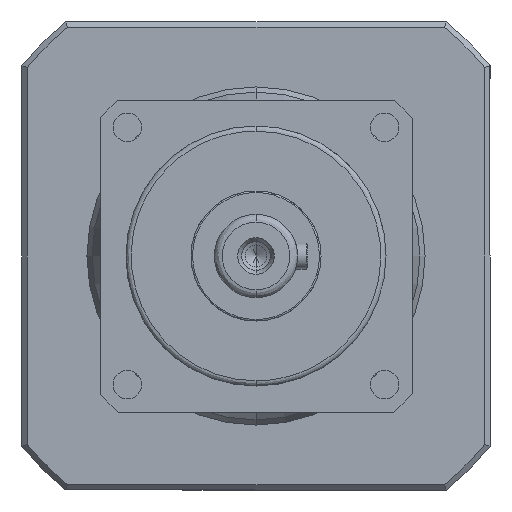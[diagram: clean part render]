
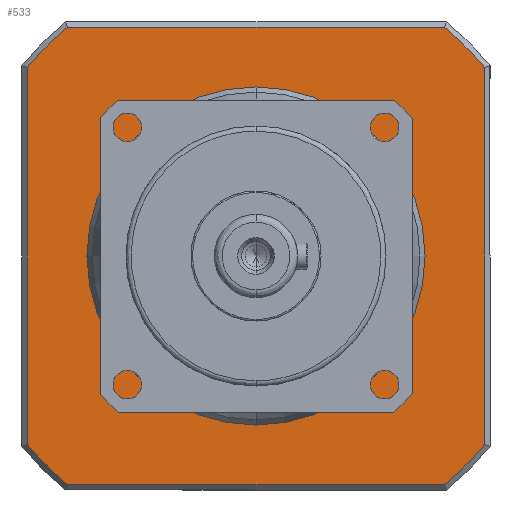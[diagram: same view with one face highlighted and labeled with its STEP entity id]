
A CAD part, left-side view. The second image highlights one B-rep face of the part: STEP entity #533.
In plain terms, the highlighted face is planar.
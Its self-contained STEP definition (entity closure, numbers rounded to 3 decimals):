
#80 = EDGE_LOOP ( 'NONE', ( #2830, #4765, #16390, #11868, #20287, #9760, #4418, #3058 ) ) ;
#439 = DIRECTION ( 'NONE',  ( 0., 0., 1. ) ) ;
#453 = EDGE_CURVE ( 'NONE', #12268, #4761, #4748, .T. ) ;
#533 = ADVANCED_FACE ( 'NONE', ( #16588, #2519 ), #9945, .F. ) ;
#863 = DIRECTION ( 'NONE',  ( 1., 0., 0. ) ) ;
#866 = VERTEX_POINT ( 'NONE', #4125 ) ;
#1027 = CARTESIAN_POINT ( 'NONE',  ( -36.235, -44., 3.5 ) ) ;
#1032 = DIRECTION ( 'NONE',  ( 0., 0., 1. ) ) ;
#1139 = LINE ( 'NONE', #12334, #10623 ) ;
#1533 = EDGE_CURVE ( 'NONE', #9650, #21891, #17289, .T. ) ;
#1717 = DIRECTION ( 'NONE',  ( -1., 0., 0. ) ) ;
#2228 = CIRCLE ( 'NONE', #21728, 28.5 ) ;
#2387 = CARTESIAN_POINT ( 'NONE',  ( -44., 0., 3.5 ) ) ;
#2519 = FACE_BOUND ( 'NONE', #17427, .T. ) ;
#2695 = CIRCLE ( 'NONE', #21370, 57. ) ;
#2830 = ORIENTED_EDGE ( 'NONE', *, *, #10052, .F. ) ;
#3058 = ORIENTED_EDGE ( 'NONE', *, *, #11274, .F. ) ;
#3803 = VECTOR ( 'NONE', #12289, 1000. ) ;
#4125 = CARTESIAN_POINT ( 'NONE',  ( -44., -36.235, 3.5 ) ) ;
#4413 = LINE ( 'NONE', #20828, #9143 ) ;
#4418 = ORIENTED_EDGE ( 'NONE', *, *, #1533, .F. ) ;
#4748 = CIRCLE ( 'NONE', #10574, 28.5 ) ;
#4761 = VERTEX_POINT ( 'NONE', #15545 ) ;
#4765 = ORIENTED_EDGE ( 'NONE', *, *, #11915, .F. ) ;
#5831 = DIRECTION ( 'NONE',  ( 0., 0., 1. ) ) ;
#6531 = AXIS2_PLACEMENT_3D ( 'NONE', #9705, #9677, #9659 ) ;
#6687 = AXIS2_PLACEMENT_3D ( 'NONE', #6894, #19133, #8690 ) ;
#6894 = CARTESIAN_POINT ( 'NONE',  ( 0., 0., 3.5 ) ) ;
#8084 = EDGE_CURVE ( 'NONE', #10798, #13884, #19107, .T. ) ;
#8159 = CIRCLE ( 'NONE', #16240, 57. ) ;
#8690 = DIRECTION ( 'NONE',  ( 1., 0., 0. ) ) ;
#8937 = EDGE_CURVE ( 'NONE', #4761, #12268, #2228, .T. ) ;
#9143 = VECTOR ( 'NONE', #22536, 1000. ) ;
#9430 = CARTESIAN_POINT ( 'NONE',  ( 36.235, 44., 3.5 ) ) ;
#9507 = CARTESIAN_POINT ( 'NONE',  ( 44., -36.235, 3.5 ) ) ;
#9650 = VERTEX_POINT ( 'NONE', #1027 ) ;
#9659 = DIRECTION ( 'NONE',  ( 1., 0., 0. ) ) ;
#9677 = DIRECTION ( 'NONE',  ( 0., 0., 1. ) ) ;
#9705 = CARTESIAN_POINT ( 'NONE',  ( 0., 0., 3.5 ) ) ;
#9760 = ORIENTED_EDGE ( 'NONE', *, *, #14465, .F. ) ;
#9945 = PLANE ( 'NONE',  #6531 ) ;
#9961 = CARTESIAN_POINT ( 'NONE',  ( -36.235, 44., 3.5 ) ) ;
#10052 = EDGE_CURVE ( 'NONE', #21729, #866, #20318, .T. ) ;
#10438 = ORIENTED_EDGE ( 'NONE', *, *, #8937, .F. ) ;
#10574 = AXIS2_PLACEMENT_3D ( 'NONE', #11488, #11458, #11444 ) ;
#10623 = VECTOR ( 'NONE', #1717, 1000. ) ;
#10798 = VERTEX_POINT ( 'NONE', #11149 ) ;
#11098 = CARTESIAN_POINT ( 'NONE',  ( 0., 0., 3.5 ) ) ;
#11149 = CARTESIAN_POINT ( 'NONE',  ( 44., 36.235, 3.5 ) ) ;
#11274 = EDGE_CURVE ( 'NONE', #866, #9650, #2695, .T. ) ;
#11444 = DIRECTION ( 'NONE',  ( 1., 0., 0. ) ) ;
#11458 = DIRECTION ( 'NONE',  ( 0., 0., -1. ) ) ;
#11483 = DIRECTION ( 'NONE',  ( 0., 0., -1. ) ) ;
#11488 = CARTESIAN_POINT ( 'NONE',  ( 0., 0., 3.5 ) ) ;
#11632 = CARTESIAN_POINT ( 'NONE',  ( 0., 0., 3.5 ) ) ;
#11868 = ORIENTED_EDGE ( 'NONE', *, *, #8084, .F. ) ;
#11915 = EDGE_CURVE ( 'NONE', #18537, #21729, #14823, .T. ) ;
#12268 = VERTEX_POINT ( 'NONE', #14046 ) ;
#12289 = DIRECTION ( 'NONE',  ( 1., 0., 0. ) ) ;
#12310 = CARTESIAN_POINT ( 'NONE',  ( 0., -44., 3.5 ) ) ;
#12334 = CARTESIAN_POINT ( 'NONE',  ( 0., 44., 3.5 ) ) ;
#12853 = DIRECTION ( 'NONE',  ( 0., -1., 0. ) ) ;
#13005 = DIRECTION ( 'NONE',  ( 0., -1., 0. ) ) ;
#13408 = DIRECTION ( 'NONE',  ( 0., -1., 0. ) ) ;
#13884 = VERTEX_POINT ( 'NONE', #9430 ) ;
#13903 = VERTEX_POINT ( 'NONE', #9507 ) ;
#14046 = CARTESIAN_POINT ( 'NONE',  ( 28.5, 0., 3.5 ) ) ;
#14465 = EDGE_CURVE ( 'NONE', #21891, #13903, #8159, .T. ) ;
#14823 = CIRCLE ( 'NONE', #19674, 57. ) ;
#15545 = CARTESIAN_POINT ( 'NONE',  ( -28.5, 0., 3.5 ) ) ;
#16240 = AXIS2_PLACEMENT_3D ( 'NONE', #11632, #1032, #13408 ) ;
#16347 = CARTESIAN_POINT ( 'NONE',  ( 0., 0., 3.5 ) ) ;
#16390 = ORIENTED_EDGE ( 'NONE', *, *, #20953, .F. ) ;
#16588 = FACE_OUTER_BOUND ( 'NONE', #80, .T. ) ;
#17067 = CARTESIAN_POINT ( 'NONE',  ( 36.235, -44., 3.5 ) ) ;
#17289 = LINE ( 'NONE', #12310, #3803 ) ;
#17427 = EDGE_LOOP ( 'NONE', ( #18785, #10438 ) ) ;
#17677 = EDGE_CURVE ( 'NONE', #13903, #10798, #4413, .T. ) ;
#18022 = CARTESIAN_POINT ( 'NONE',  ( -44., 36.235, 3.5 ) ) ;
#18066 = DIRECTION ( 'NONE',  ( 1., 0., 0. ) ) ;
#18537 = VERTEX_POINT ( 'NONE', #9961 ) ;
#18785 = ORIENTED_EDGE ( 'NONE', *, *, #453, .F. ) ;
#19107 = CIRCLE ( 'NONE', #6687, 57. ) ;
#19133 = DIRECTION ( 'NONE',  ( 0., 0., 1. ) ) ;
#19674 = AXIS2_PLACEMENT_3D ( 'NONE', #11098, #439, #12853 ) ;
#19796 = VECTOR ( 'NONE', #13005, 1000. ) ;
#20287 = ORIENTED_EDGE ( 'NONE', *, *, #17677, .F. ) ;
#20318 = LINE ( 'NONE', #2387, #19796 ) ;
#20828 = CARTESIAN_POINT ( 'NONE',  ( 44., 0., 3.5 ) ) ;
#20953 = EDGE_CURVE ( 'NONE', #13884, #18537, #1139, .T. ) ;
#21370 = AXIS2_PLACEMENT_3D ( 'NONE', #16347, #5831, #18066 ) ;
#21728 = AXIS2_PLACEMENT_3D ( 'NONE', #21808, #11483, #863 ) ;
#21729 = VERTEX_POINT ( 'NONE', #18022 ) ;
#21808 = CARTESIAN_POINT ( 'NONE',  ( 0., 0., 3.5 ) ) ;
#21891 = VERTEX_POINT ( 'NONE', #17067 ) ;
#22536 = DIRECTION ( 'NONE',  ( 0., 1., 0. ) ) ;
